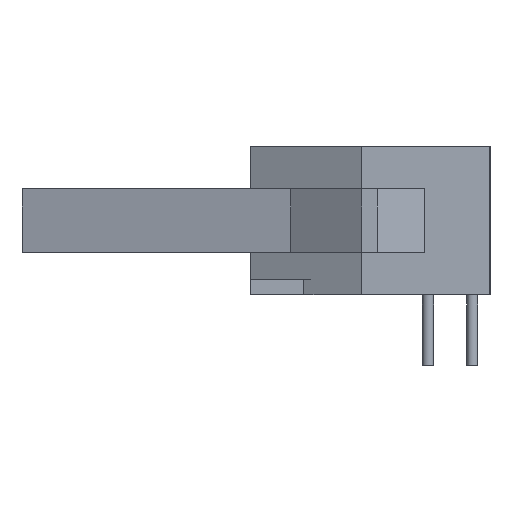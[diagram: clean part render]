
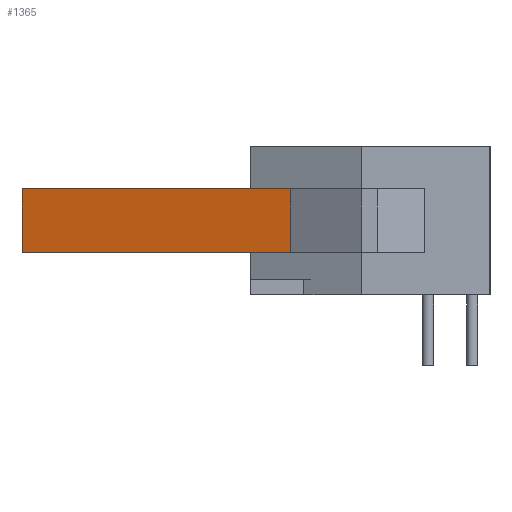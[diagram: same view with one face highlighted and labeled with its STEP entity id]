
A CAD part, left-side view. The second image highlights one B-rep face of the part: STEP entity #1365.
In plain terms, the highlighted planar face has unit normal (-0.966, 0.259, 0).
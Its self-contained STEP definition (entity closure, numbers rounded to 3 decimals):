
#1365=ADVANCED_FACE('',(#2364),#2366,.T.);
#2364=FACE_BOUND('',#2365,.T.);
#2365=EDGE_LOOP('',(#2982,#2983,#2984,#2985,#2986,#2987));
#2366=PLANE('',#2367);
#2367=AXIS2_PLACEMENT_3D('',#2368,#2369,#2370);
#2368=CARTESIAN_POINT('',(3.81,13.5,-5.969));
#2369=DIRECTION('',(-0.966,0.259,0.));
#2370=DIRECTION('',(-0.259,-0.966,0.));
#2982=ORIENTED_EDGE('',*,*,#3275,.F.);
#2983=ORIENTED_EDGE('',*,*,#3312,.F.);
#2984=ORIENTED_EDGE('',*,*,#3267,.T.);
#2985=ORIENTED_EDGE('',*,*,#3262,.F.);
#2986=ORIENTED_EDGE('',*,*,#3310,.T.);
#2987=ORIENTED_EDGE('',*,*,#3289,.T.);
#3262=EDGE_CURVE('',#3718,#3628,#3720,.T.);
#3267=EDGE_CURVE('',#3728,#3628,#3729,.T.);
#3275=EDGE_CURVE('',#3743,#3637,#3744,.T.);
#3289=EDGE_CURVE('',#3759,#3637,#3770,.T.);
#3310=EDGE_CURVE('',#3718,#3759,#3801,.T.);
#3312=EDGE_CURVE('',#3728,#3743,#3803,.T.);
#3628=VERTEX_POINT('',#4507);
#3637=VERTEX_POINT('',#4526);
#3718=VERTEX_POINT('',#4705);
#3720=LINE('',#4709,#4710);
#3728=VERTEX_POINT('',#4727);
#3729=LINE('',#4728,#4729);
#3743=VERTEX_POINT('',#4759);
#3744=LINE('',#4760,#4761);
#3759=VERTEX_POINT('',#4792);
#3770=LINE('',#4815,#4816);
#3801=LINE('',#4894,#4895);
#3803=LINE('',#4900,#4901);
#4507=CARTESIAN_POINT('',(3.81,13.5,-5.969));
#4526=CARTESIAN_POINT('',(3.81,13.5,-2.413));
#4705=CARTESIAN_POINT('',(3.201,11.226,-5.969));
#4709=CARTESIAN_POINT('',(3.201,11.226,-5.969));
#4710=VECTOR('',#4711,1.);
#4711=DIRECTION('',(0.259,0.966,0.));
#4727=CARTESIAN_POINT('',(7.261,26.381,-5.969));
#4728=CARTESIAN_POINT('',(7.261,26.381,-5.969));
#4729=VECTOR('',#4730,1.);
#4730=DIRECTION('',(-0.259,-0.966,0.));
#4759=CARTESIAN_POINT('',(7.261,26.381,-2.413));
#4760=CARTESIAN_POINT('',(7.261,26.381,-2.413));
#4761=VECTOR('',#4762,1.);
#4762=DIRECTION('',(-0.259,-0.966,0.));
#4792=CARTESIAN_POINT('',(3.201,11.226,-2.413));
#4815=CARTESIAN_POINT('',(3.201,11.226,-2.413));
#4816=VECTOR('',#4817,1.);
#4817=DIRECTION('',(0.259,0.966,0.));
#4894=CARTESIAN_POINT('',(3.201,11.226,-5.969));
#4895=VECTOR('',#4896,1.);
#4896=DIRECTION('',(0.,0.,1.));
#4900=CARTESIAN_POINT('',(7.261,26.381,-5.969));
#4901=VECTOR('',#4902,1.);
#4902=DIRECTION('',(0.,0.,1.));
